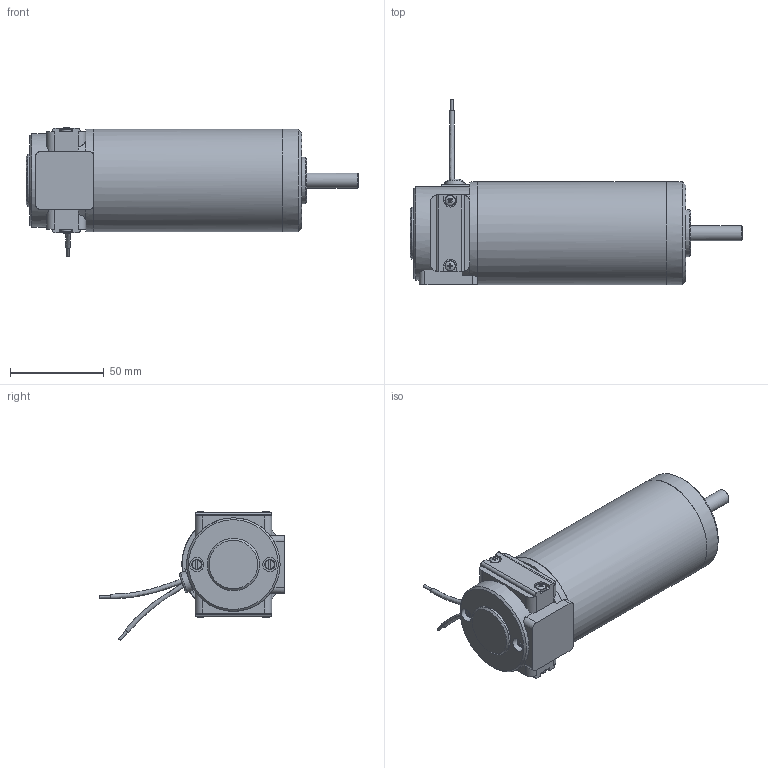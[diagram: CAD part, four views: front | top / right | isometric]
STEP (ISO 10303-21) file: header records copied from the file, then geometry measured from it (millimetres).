
FILE_DESCRIPTION (( 'STEP AP203' ), '1' );
FILE_NAME ('GNM3175.STEP', '2019-11-21T12:49:04', ( '' ), ( '' ), 'SwSTEP 2.0', 'SolidWorks 2019', '' );
FILE_SCHEMA (( 'CONFIG_CONTROL_DESIGN' ));
Length unit declared in the file: millimetre
Products named in the file (1): GNM3175
Bounding box: 177.5 x 99.23 x 68.96 mm (x, y, z)
Volume: 349590.2 mm3; surface area: 33620.2 mm2
Topology: 1 solids, 1 shells, 286 faces, 694 edges, 427 vertices
Faces by surface type: plane 176, cylinder 50, cone 45, torus 9, sphere 4, bspline 2
Full cylindrical faces by diameter (mm): 1.5 x2, 3.3 x4, 5.5 x2, 5.6 x4, 7.5 x2, 8 x1, 11 x1, 13.6 x1, 25 x1, 28 x1, 50 x1, 55 x1
Entity records: 8577 total; most frequent: CARTESIAN_POINT 2104, DIRECTION 1376, ORIENTED_EDGE 1266, EDGE_CURVE 633, AXIS2_PLACEMENT_3D 547, VERTEX_POINT 409, EDGE_LOOP 346, FACE_OUTER_BOUND 314
